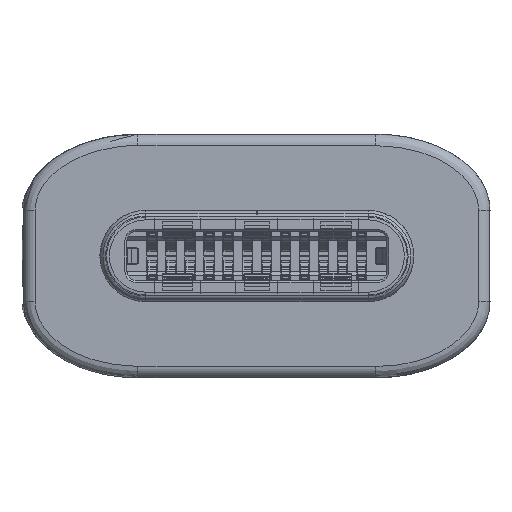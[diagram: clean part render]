
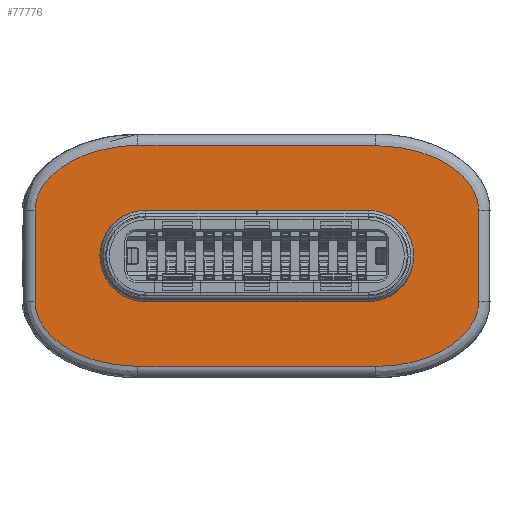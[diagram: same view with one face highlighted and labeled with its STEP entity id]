
A CAD part, front view. The second image highlights one B-rep face of the part: STEP entity #77776.
In plain terms, the highlighted face is planar.
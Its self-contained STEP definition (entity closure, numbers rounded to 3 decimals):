
#73000=DIRECTION('',(-1.,0.,0.));
#73001=VECTOR('',#73000,6.25);
#73002=CARTESIAN_POINT('',(18.125,7.8,2.9));
#73003=LINE('',#73002,#73001);
#73031=CARTESIAN_POINT('',(11.875,7.8,2.9));
#73032=CARTESIAN_POINT('',(11.714,7.8,2.897));
#73033=CARTESIAN_POINT('',(11.386,7.8,2.878));
#73034=CARTESIAN_POINT('',(10.905,7.8,2.796));
#73035=CARTESIAN_POINT('',(10.458,7.8,2.655));
#73036=CARTESIAN_POINT('',(10.06,7.8,2.464));
#73037=CARTESIAN_POINT('',(9.73,7.8,2.238));
#73038=CARTESIAN_POINT('',(9.462,7.8,1.978));
#73039=CARTESIAN_POINT('',(9.284,7.8,1.698));
#73040=CARTESIAN_POINT('',(9.193,7.8,1.432));
#73041=CARTESIAN_POINT('',(9.175,7.8,1.281));
#73042=CARTESIAN_POINT('',(9.175,7.8,1.2));
#73044=DIRECTION('',(0.,0.,-1.));
#73045=VECTOR('',#73044,2.4);
#73046=CARTESIAN_POINT('',(9.175,7.8,1.2));
#73047=LINE('',#73046,#73045);
#73080=CARTESIAN_POINT('',(9.175,7.8,-1.2));
#73081=CARTESIAN_POINT('',(9.174,7.8,
-1.24));
#73082=CARTESIAN_POINT('',(9.178,7.8,
-1.317));
#73083=CARTESIAN_POINT('',(9.197,7.8,
-1.427));
#73084=CARTESIAN_POINT('',(9.226,7.8,
-1.531));
#73085=CARTESIAN_POINT('',(9.276,7.8,
-1.663));
#73086=CARTESIAN_POINT('',(9.358,7.8,
-1.814));
#73087=CARTESIAN_POINT('',(9.475,7.8,
-1.975));
#73088=CARTESIAN_POINT('',(9.605,7.8,
-2.118));
#73089=CARTESIAN_POINT('',(9.745,7.8,
-2.242));
#73090=CARTESIAN_POINT('',(9.89,7.8,
-2.35));
#73091=CARTESIAN_POINT('',(10.06,7.8,
-2.455));
#73092=CARTESIAN_POINT('',(10.255,7.8,
-2.558));
#73093=CARTESIAN_POINT('',(10.462,7.8,
-2.648));
#73094=CARTESIAN_POINT('',(10.681,7.8,
-2.727));
#73095=CARTESIAN_POINT('',(10.91,7.8,
-2.793));
#73096=CARTESIAN_POINT('',(11.147,7.8,
-2.842));
#73097=CARTESIAN_POINT('',(11.389,7.8,
-2.877));
#73098=CARTESIAN_POINT('',(11.634,7.8,
-2.895));
#73099=CARTESIAN_POINT('',(11.795,7.8,
-2.9));
#73100=CARTESIAN_POINT('',(11.875,7.8,-2.9));
#73102=DIRECTION('',(1.,0.,0.));
#73103=VECTOR('',#73102,6.25);
#73104=CARTESIAN_POINT('',(11.875,7.8,-2.9));
#73105=LINE('',#73104,#73103);
#73110=CARTESIAN_POINT('',(18.125,7.8,-2.9));
#73111=CARTESIAN_POINT('',(18.205,7.8,
-2.899));
#73112=CARTESIAN_POINT('',(18.366,7.8,
-2.893));
#73113=CARTESIAN_POINT('',(18.611,7.8,
-2.872));
#73114=CARTESIAN_POINT('',(18.855,7.8,
-2.838));
#73115=CARTESIAN_POINT('',(19.174,7.8,
-2.772));
#73116=CARTESIAN_POINT('',(19.55,7.8,
-2.652));
#73117=CARTESIAN_POINT('',(19.948,7.8,
-2.46));
#73118=CARTESIAN_POINT('',(20.219,7.8,
-2.273));
#73119=CARTESIAN_POINT('',(20.403,7.8,
-2.109));
#73120=CARTESIAN_POINT('',(20.527,7.8,
-1.973));
#73121=CARTESIAN_POINT('',(20.641,7.8,
-1.816));
#73122=CARTESIAN_POINT('',(20.721,7.8,
-1.666));
#73123=CARTESIAN_POINT('',(20.772,7.8,
-1.534));
#73124=CARTESIAN_POINT('',(20.803,7.8,
-1.429));
#73125=CARTESIAN_POINT('',(20.822,7.8,
-1.318));
#73126=CARTESIAN_POINT('',(20.826,7.8,
-1.24));
#73127=CARTESIAN_POINT('',(20.825,7.8,-1.2));
#73162=DIRECTION('',(0.,0.,1.));
#73163=VECTOR('',#73162,2.4);
#73164=CARTESIAN_POINT('',(20.825,7.8,-1.2));
#73165=LINE('',#73164,#73163);
#73332=CARTESIAN_POINT('',(20.825,7.8,1.2));
#73333=CARTESIAN_POINT('',(20.826,7.8,1.279));
#73334=CARTESIAN_POINT('',(20.806,7.8,1.44));
#73335=CARTESIAN_POINT('',(20.716,7.8,1.691));
#73336=CARTESIAN_POINT('',(20.555,7.8,1.946));
#73337=CARTESIAN_POINT('',(20.306,7.8,2.205));
#73338=CARTESIAN_POINT('',(20.004,7.8,2.423));
#73339=CARTESIAN_POINT('',(19.629,7.8,2.619));
#73340=CARTESIAN_POINT('',(19.21,7.8,2.77));
#73341=CARTESIAN_POINT('',(18.717,7.8,2.876));
#73342=CARTESIAN_POINT('',(18.331,7.8,2.899));
#73343=CARTESIAN_POINT('',(18.125,7.8,2.9));
#73859=CARTESIAN_POINT('',(11.875,7.8,2.9));
#73861=VERTEX_POINT('',#73859);
#73862=CARTESIAN_POINT('',(9.175,7.8,1.2));
#73864=VERTEX_POINT('',#73862);
#73866=CARTESIAN_POINT('',(18.125,7.8,2.9));
#73868=VERTEX_POINT('',#73866);
#73871=CARTESIAN_POINT('',(20.825,7.8,1.2));
#73872=VERTEX_POINT('',#73871);
#73876=CARTESIAN_POINT('',(9.175,7.8,-1.2));
#73878=VERTEX_POINT('',#73876);
#73879=CARTESIAN_POINT('',(11.875,7.8,-2.9));
#73881=VERTEX_POINT('',#73879);
#73884=CARTESIAN_POINT('',(18.125,7.8,-2.9));
#73885=VERTEX_POINT('',#73884);
#73990=CARTESIAN_POINT('',(20.825,7.8,-1.2));
#73991=VERTEX_POINT('',#73990);
#77759=CARTESIAN_POINT('',(9.568,7.8,2.07));
#77760=DIRECTION('',(0.,1.,0.));
#77761=DIRECTION('',(0.693,0.,0.721));
#77762=AXIS2_PLACEMENT_3D('',#77759,#77760,#77761);
#77763=PLANE('',#77762);
#77764=ORIENTED_EDGE('',*,*,#77348,.T.);
#77765=ORIENTED_EDGE('',*,*,#77433,.T.);
#77766=ORIENTED_EDGE('',*,*,#77447,.T.);
#77767=ORIENTED_EDGE('',*,*,#77604,.T.);
#77768=ORIENTED_EDGE('',*,*,#77616,.T.);
#77769=ORIENTED_EDGE('',*,*,#77750,.T.);
#77771=ORIENTED_EDGE('',*,*,#77770,.T.);
#77773=ORIENTED_EDGE('',*,*,#77772,.T.);
#77774=EDGE_LOOP('',(#77764,#77765,#77766,#77767,#77768,#77769,#77771,#77773));
#77775=FACE_OUTER_BOUND('',#77774,.F.);
#73043=B_SPLINE_CURVE_WITH_KNOTS('',3,(#73031,#73032,#73033,#73034,#73035,
#73036,#73037,#73038,#73039,#73040,#73041,#73042),.UNSPECIFIED.,.F.,.F.,(4,1,1,
1,1,1,1,1,1,4),(0.,0.125,0.25,0.375,0.5,0.625,0.75,0.875,
0.938,1.),.UNSPECIFIED.);
#73101=B_SPLINE_CURVE_WITH_KNOTS('',3,(#73080,#73081,#73082,#73083,#73084,
#73085,#73086,#73087,#73088,#73089,#73090,#73091,#73092,#73093,#73094,#73095,
#73096,#73097,#73098,#73099,#73100),.UNSPECIFIED.,.F.,.F.,(4,1,1,1,1,1,1,1,1,1,
1,1,1,1,1,1,1,1,4),(0.,0.031,0.063,0.094,0.125,0.188,0.25,
0.313,0.375,0.438,0.5,0.563,0.625,0.688,0.75,0.813,
0.875,0.938,1.),.UNSPECIFIED.);
#73128=B_SPLINE_CURVE_WITH_KNOTS('',3,(#73110,#73111,#73112,#73113,#73114,
#73115,#73116,#73117,#73118,#73119,#73120,#73121,#73122,#73123,#73124,#73125,
#73126,#73127),.UNSPECIFIED.,.F.,.F.,(4,1,1,1,1,1,1,1,1,1,1,1,1,1,1,4),(0.,
0.063,0.125,0.188,0.25,0.375,0.5,0.625,0.688,0.75,0.813,
0.875,0.906,0.938,0.969,1.),.UNSPECIFIED.);
#73344=B_SPLINE_CURVE_WITH_KNOTS('',3,(#73332,#73333,#73334,#73335,#73336,
#73337,#73338,#73339,#73340,#73341,#73342,#73343),.UNSPECIFIED.,.F.,.F.,(4,1,1,
1,1,1,1,1,1,4),(0.,0.111,0.222,0.333,
0.444,0.556,0.667,0.778,
0.889,1.),.UNSPECIFIED.);
#77348=EDGE_CURVE('',#73868,#73861,#73003,.T.);
#77433=EDGE_CURVE('',#73861,#73864,#73043,.T.);
#77447=EDGE_CURVE('',#73864,#73878,#73047,.T.);
#77604=EDGE_CURVE('',#73878,#73881,#73101,.T.);
#77616=EDGE_CURVE('',#73881,#73885,#73105,.T.);
#77750=EDGE_CURVE('',#73885,#73991,#73128,.T.);
#77770=EDGE_CURVE('',#73991,#73872,#73165,.T.);
#77772=EDGE_CURVE('',#73872,#73868,#73344,.T.);
#77776=ADVANCED_FACE('',(#77775),#77763,.T.);
